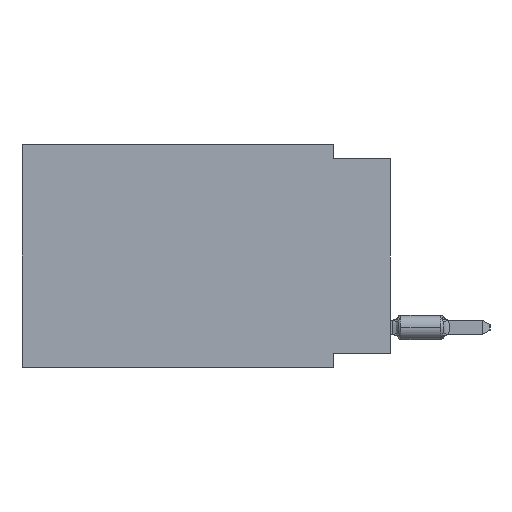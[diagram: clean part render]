
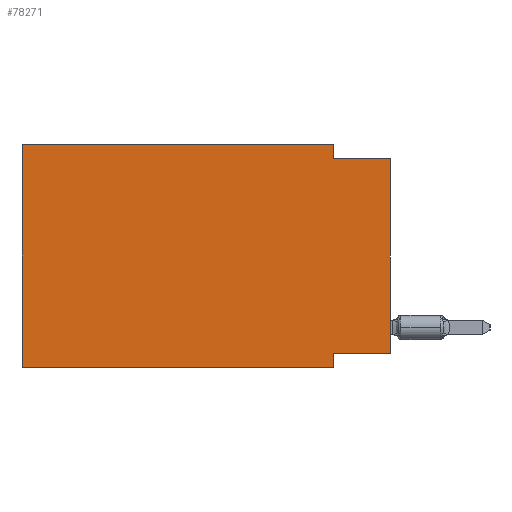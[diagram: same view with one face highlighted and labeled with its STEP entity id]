
A CAD part, left-side view. The second image highlights one B-rep face of the part: STEP entity #78271.
In plain terms, the highlighted planar face has unit normal (-1, 0, 0).
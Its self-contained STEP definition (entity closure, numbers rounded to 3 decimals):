
#804 = EDGE_CURVE ( 'NONE', #82423, #66888, #43685, .T. ) ;
#3590 = ORIENTED_EDGE ( 'NONE', *, *, #69743, .T. ) ;
#6114 = DIRECTION ( 'NONE',  ( 0., 1., 0. ) ) ;
#6732 = LINE ( 'NONE', #51062, #13568 ) ;
#7689 = VECTOR ( 'NONE', #79871, 1000. ) ;
#8345 = EDGE_CURVE ( 'NONE', #16132, #12324, #6732, .T. ) ;
#10453 = VECTOR ( 'NONE', #39270, 1000. ) ;
#12324 = VERTEX_POINT ( 'NONE', #39304 ) ;
#12602 = DIRECTION ( 'NONE',  ( 0., 0., -1. ) ) ;
#13353 = FACE_OUTER_BOUND ( 'NONE', #39153, .T. ) ;
#13568 = VECTOR ( 'NONE', #12602, 1000. ) ;
#13788 = CARTESIAN_POINT ( 'NONE',  ( 0., 16.383, 0. ) ) ;
#14926 = LINE ( 'NONE', #72153, #18104 ) ;
#16132 = VERTEX_POINT ( 'NONE', #63663 ) ;
#16999 = EDGE_CURVE ( 'NONE', #78417, #61030, #77615, .T. ) ;
#17087 = DIRECTION ( 'NONE',  ( 0., -1., 0. ) ) ;
#18104 = VECTOR ( 'NONE', #27849, 1000. ) ;
#18670 = ORIENTED_EDGE ( 'NONE', *, *, #42969, .T. ) ;
#19923 = ORIENTED_EDGE ( 'NONE', *, *, #804, .F. ) ;
#21685 = VERTEX_POINT ( 'NONE', #33212 ) ;
#26279 = DIRECTION ( 'NONE',  ( 1., 0., 0. ) ) ;
#26414 = CARTESIAN_POINT ( 'NONE',  ( 0., 16.383, -9.906 ) ) ;
#27849 = DIRECTION ( 'NONE',  ( 0., 0., -1. ) ) ;
#29059 = EDGE_CURVE ( 'NONE', #61030, #82423, #14926, .T. ) ;
#32143 = AXIS2_PLACEMENT_3D ( 'NONE', #64714, #26279, #51816 ) ;
#33212 = CARTESIAN_POINT ( 'NONE',  ( 0., 0., -9.271 ) ) ;
#34139 = DIRECTION ( 'NONE',  ( 0., -1., 0. ) ) ;
#34285 = EDGE_CURVE ( 'NONE', #46112, #78417, #38453, .T. ) ;
#37876 = LINE ( 'NONE', #61398, #52621 ) ;
#38427 = ORIENTED_EDGE ( 'NONE', *, *, #8345, .F. ) ;
#38453 = LINE ( 'NONE', #13788, #10453 ) ;
#39153 = EDGE_LOOP ( 'NONE', ( #18670, #19923, #82065, #59262, #49677, #3590, #38427, #71266 ) ) ;
#39270 = DIRECTION ( 'NONE',  ( 0., 0., 1. ) ) ;
#39304 = CARTESIAN_POINT ( 'NONE',  ( 0., 2.54, -9.906 ) ) ;
#42969 = EDGE_CURVE ( 'NONE', #21685, #66888, #66901, .T. ) ;
#43685 = LINE ( 'NONE', #44095, #62098 ) ;
#44095 = CARTESIAN_POINT ( 'NONE',  ( 0., 0., -0.635 ) ) ;
#46112 = VERTEX_POINT ( 'NONE', #26414 ) ;
#49677 = ORIENTED_EDGE ( 'NONE', *, *, #34285, .F. ) ;
#51062 = CARTESIAN_POINT ( 'NONE',  ( 0., 2.54, -9.906 ) ) ;
#51816 = DIRECTION ( 'NONE',  ( 0., 0., -1. ) ) ;
#52621 = VECTOR ( 'NONE', #6114, 1000. ) ;
#55248 = EDGE_CURVE ( 'NONE', #21685, #16132, #37876, .T. ) ;
#59262 = ORIENTED_EDGE ( 'NONE', *, *, #16999, .F. ) ;
#61030 = VERTEX_POINT ( 'NONE', #76454 ) ;
#61398 = CARTESIAN_POINT ( 'NONE',  ( 0., 0., -9.271 ) ) ;
#61787 = CARTESIAN_POINT ( 'NONE',  ( 0., 16.383, -9.906 ) ) ;
#62098 = VECTOR ( 'NONE', #75433, 1000. ) ;
#63663 = CARTESIAN_POINT ( 'NONE',  ( 0., 2.54, -9.271 ) ) ;
#64714 = CARTESIAN_POINT ( 'NONE',  ( 0., 16.383, 0. ) ) ;
#66284 = CARTESIAN_POINT ( 'NONE',  ( 0., 16.383, 0. ) ) ;
#66888 = VERTEX_POINT ( 'NONE', #69865 ) ;
#66901 = LINE ( 'NONE', #71954, #7689 ) ;
#67599 = CARTESIAN_POINT ( 'NONE',  ( 0., 16.383, 0. ) ) ;
#67634 = LINE ( 'NONE', #61787, #69538 ) ;
#69538 = VECTOR ( 'NONE', #17087, 1000. ) ;
#69743 = EDGE_CURVE ( 'NONE', #46112, #12324, #67634, .T. ) ;
#69865 = CARTESIAN_POINT ( 'NONE',  ( 0., 0., -0.635 ) ) ;
#71266 = ORIENTED_EDGE ( 'NONE', *, *, #55248, .F. ) ;
#71403 = PLANE ( 'NONE',  #32143 ) ;
#71954 = CARTESIAN_POINT ( 'NONE',  ( 0., 0., 0. ) ) ;
#72153 = CARTESIAN_POINT ( 'NONE',  ( 0., 2.54, 0. ) ) ;
#75433 = DIRECTION ( 'NONE',  ( 0., -1., 0. ) ) ;
#76454 = CARTESIAN_POINT ( 'NONE',  ( 0., 2.54, 0. ) ) ;
#77615 = LINE ( 'NONE', #66284, #78617 ) ;
#78271 = ADVANCED_FACE ( 'NONE', ( #13353 ), #71403, .F. ) ;
#78417 = VERTEX_POINT ( 'NONE', #67599 ) ;
#78617 = VECTOR ( 'NONE', #34139, 1000. ) ;
#79871 = DIRECTION ( 'NONE',  ( 0., 0., 1. ) ) ;
#81207 = CARTESIAN_POINT ( 'NONE',  ( 0., 2.54, -0.635 ) ) ;
#82065 = ORIENTED_EDGE ( 'NONE', *, *, #29059, .F. ) ;
#82423 = VERTEX_POINT ( 'NONE', #81207 ) ;
